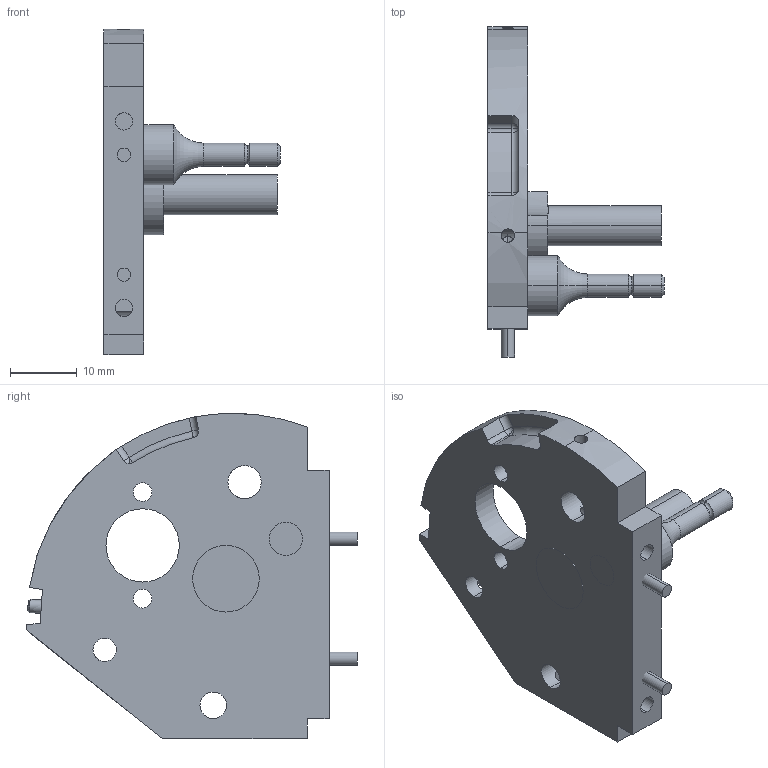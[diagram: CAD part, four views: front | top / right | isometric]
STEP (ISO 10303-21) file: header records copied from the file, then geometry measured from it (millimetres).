
FILE_DESCRIPTION (( 'STEP AP214' ), '1' );
FILE_NAME ('Carriage - Frame Right.STEP', '2025-07-06T08:34:31', ( '' ), ( '' ), 'SwSTEP 2.0', 'SolidWorks 2025', '' );
FILE_SCHEMA (( 'AUTOMOTIVE_DESIGN' ));
Length unit declared in the file: millimetre
Products named in the file (1): Carriage - Frame Right
Bounding box: 26.55 x 49.58 x 48.82 mm (x, y, z)
Volume: 10627.8 mm3; surface area: 6828.7 mm2
Topology: 6 solids, 6 shells, 112 faces, 276 edges, 175 vertices
Faces by surface type: cylinder 59, plane 35, cone 8, torus 7, sphere 3
Entity records: 4214 total; most frequent: CARTESIAN_POINT 785, DIRECTION 616, ORIENTED_EDGE 548, EDGE_CURVE 274, AXIS2_PLACEMENT_3D 251, VERTEX_POINT 174, CIRCLE 138, EDGE_LOOP 134
